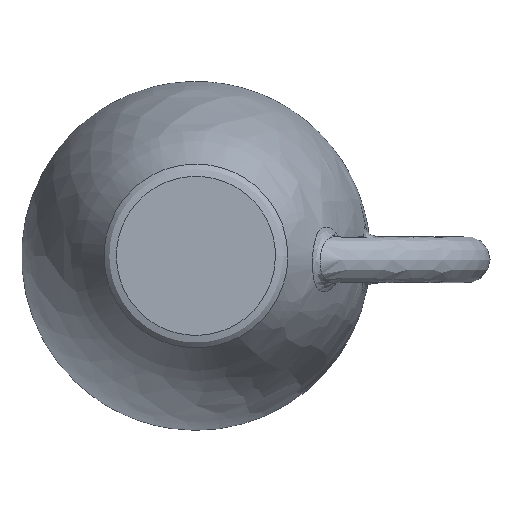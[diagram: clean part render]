
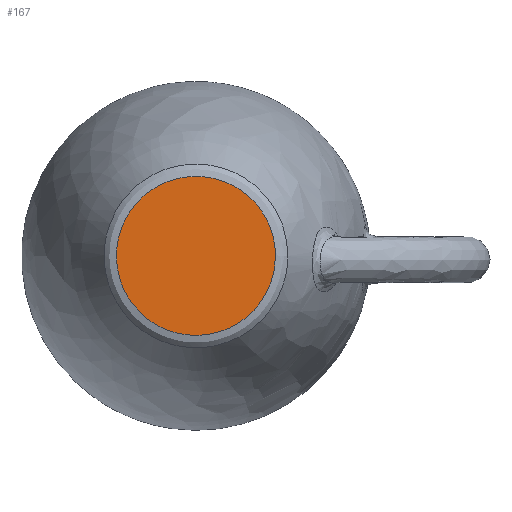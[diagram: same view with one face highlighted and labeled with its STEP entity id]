
A CAD part, front view. The second image highlights one B-rep face of the part: STEP entity #167.
In plain terms, the highlighted planar face has unit normal (0, -1, 0).
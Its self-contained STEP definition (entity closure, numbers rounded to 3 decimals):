
#15=PLANE('',#196);
#21=FACE_OUTER_BOUND('',#31,.T.);
#31=EDGE_LOOP('',(#125));
#40=B_SPLINE_CURVE_WITH_KNOTS('',3,(#324,#325,#326,#327,#328,#329,#330,
#331,#332,#333,#334,#335,#336,#337,#338,#339,#340),.UNSPECIFIED.,.T.,.F.,
(4,1,1,1,1,1,1,1,1,1,1,1,1,1,4),(-6.283,-5.834,-5.386,
-4.787,-4.488,-4.189,-3.59,
-2.992,-2.693,-2.094,-1.795,
-1.346,-0.898,-0.449,0.),
 .UNSPECIFIED.);
#65=VERTEX_POINT('',#304);
#83=EDGE_CURVE('',#65,#65,#40,.T.);
#125=ORIENTED_EDGE('',*,*,#83,.F.);
#167=ADVANCED_FACE('',(#21),#15,.T.);
#196=AXIS2_PLACEMENT_3D('',#455,#206,#207);
#206=DIRECTION('center_axis',(0.,-1.,0.));
#207=DIRECTION('ref_axis',(0.,0.,-1.));
#304=CARTESIAN_POINT('',(13.632,-13.364,0.));
#324=CARTESIAN_POINT('Ctrl Pts',(13.632,-13.364,0.));
#325=CARTESIAN_POINT('Ctrl Pts',(13.632,-13.364,-2.039));
#326=CARTESIAN_POINT('Ctrl Pts',(12.7,-13.364,-6.113));
#327=CARTESIAN_POINT('Ctrl Pts',(8.357,-13.364,-11.574));
#328=CARTESIAN_POINT('Ctrl Pts',(2.408,-13.364,-13.911));
#329=CARTESIAN_POINT('Ctrl Pts',(-3.079,-13.364,-13.484));
#330=CARTESIAN_POINT('Ctrl Pts',(-8.201,-13.364,-11.49));
#331=CARTESIAN_POINT('Ctrl Pts',(-13.044,-13.364,-6.277));
#332=CARTESIAN_POINT('Ctrl Pts',(-14.092,-13.364,0.747));
#333=CARTESIAN_POINT('Ctrl Pts',(-12.064,-13.364,7.324));
#334=CARTESIAN_POINT('Ctrl Pts',(-8.205,-13.364,11.485));
#335=CARTESIAN_POINT('Ctrl Pts',(-2.436,-13.364,13.741));
#336=CARTESIAN_POINT('Ctrl Pts',(3.135,-13.364,13.746));
#337=CARTESIAN_POINT('Ctrl Pts',(8.791,-13.364,11.021));
#338=CARTESIAN_POINT('Ctrl Pts',(12.701,-13.364,6.117));
#339=CARTESIAN_POINT('Ctrl Pts',(13.632,-13.364,2.039));
#340=CARTESIAN_POINT('Ctrl Pts',(13.632,-13.364,0.));
#455=CARTESIAN_POINT('Origin',(0.,-13.364,0.));
